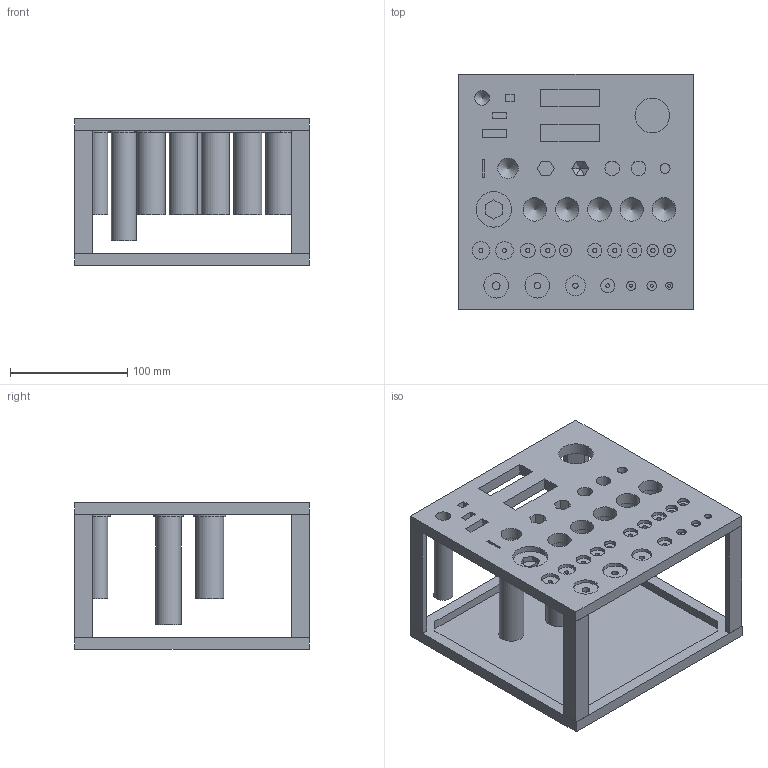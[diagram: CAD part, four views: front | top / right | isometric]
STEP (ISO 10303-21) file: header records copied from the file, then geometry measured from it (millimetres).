
FILE_DESCRIPTION(/* description */ ('Unknown'),/* implementation_level */ '2;1');
FILE_NAME(/* name */ 'Benchtop_rack_for_3d_Printer_tools',/* time_stamp */ '2022-02-23T21:39:40-05:00',/* author */ ('Unknown'),/* organization */ ('Unknown'),/* preprocessor_version */ 'ST-DEVELOPER v16.7',/* originating_system */ 'Solid Edge',/* authorisation */ 'Unknown');
FILE_SCHEMA (('AUTOMOTIVE_DESIGN {1 0 10303 214 3 1 1}'));
Length unit declared in the file: millimetre
Products named in the file (8): Benchtop Tool Rack for 3d Printers; Top Plate; Support Leg; Handle Cups -- tooth brush; Handle Cups -- exacto; Handle Cups -- deburring tool; Base Plate; Handle Cups -- Painters knives
Assembly tree (10 placements, depth 2):
  Benchtop Tool Rack for 3d Printers
    Top Plate
    Support Leg  x4
    Handle Cups -- tooth brush
    Handle Cups -- exacto
    Handle Cups -- deburring tool
    Base Plate
    Handle Cups -- Painters knives
Bounding box: 200 x 200.1 x 125 mm (x, y, z)
Volume: 665363.5 mm3; surface area: 293862.5 mm2
Topology: 10 solids, 10 shells, 278 faces, 649 edges, 427 vertices
Faces by surface type: plane 207, cylinder 64, cone 7
Full cylindrical faces by diameter (mm): 2.5 x3, 3.25 x1, 3.5 x5, 3.75 x5, 4.5 x1, 5.5 x1, 6 x1, 6.5 x1, 8 x2, 8.5 x1, 10 x2, 10.2 x1, 12 x1, 12.1 x3, 12.5 x6, 14.892 x1, 15 x1, 16.5 x1, 17 x1, 17.5 x2, 20 x10, 20.5 x1, 21 x2, 21.5 x1, 24 x5, 25.5 x1, 29.5 x1, 30.2 x1
Entity records: 6687 total; most frequent: DIRECTION 1099, CARTESIAN_POINT 1079, ORIENTED_EDGE 942, EDGE_CURVE 471, FACE_BOUND 425, EDGE_LOOP 418, AXIS2_PLACEMENT_3D 378, VERTEX_POINT 358
